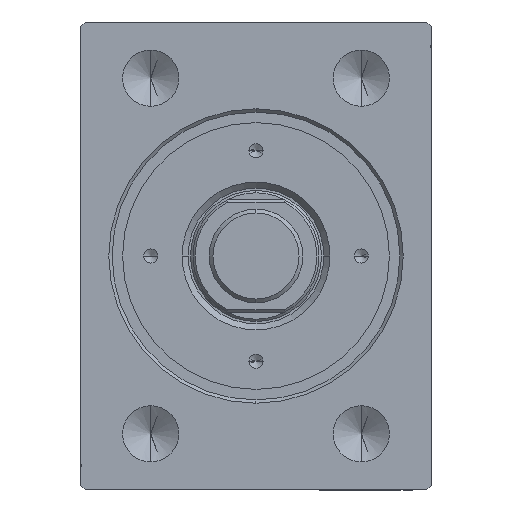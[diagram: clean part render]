
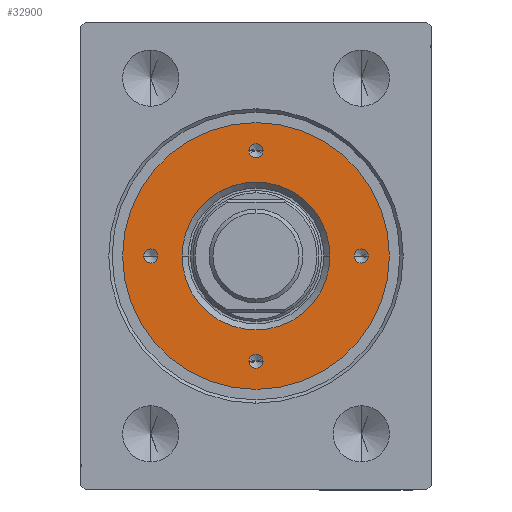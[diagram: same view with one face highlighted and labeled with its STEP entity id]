
A CAD part, left-side view. The second image highlights one B-rep face of the part: STEP entity #32900.
In plain terms, the highlighted face is planar.
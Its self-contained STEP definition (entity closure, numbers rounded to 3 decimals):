
#342 = DIRECTION ( 'NONE',  ( 0., 0., -1. ) ) ;
#720 = EDGE_LOOP ( 'NONE', ( #18506, #12830 ) ) ;
#1862 = AXIS2_PLACEMENT_3D ( 'NONE', #42674, #39741, #25439 ) ;
#1865 = DIRECTION ( 'NONE',  ( 1., 0., 0. ) ) ;
#2039 = VERTEX_POINT ( 'NONE', #4327 ) ;
#2656 = CARTESIAN_POINT ( 'NONE',  ( 22.5, 0., 10. ) ) ;
#2882 = CARTESIAN_POINT ( 'NONE',  ( 0., 0., 10. ) ) ;
#3400 = CARTESIAN_POINT ( 'NONE',  ( 0., 22.5, 10. ) ) ;
#4206 = DIRECTION ( 'NONE',  ( 1., 0., 0. ) ) ;
#4327 = CARTESIAN_POINT ( 'NONE',  ( 28.5, 0., 10. ) ) ;
#4796 = CIRCLE ( 'NONE', #29782, 1.5 ) ;
#4953 = EDGE_LOOP ( 'NONE', ( #35223, #19787 ) ) ;
#4974 = FACE_BOUND ( 'NONE', #42672, .T. ) ;
#5269 = AXIS2_PLACEMENT_3D ( 'NONE', #3400, #16591, #23980 ) ;
#5364 = DIRECTION ( 'NONE',  ( 1., 0., 0. ) ) ;
#6673 = EDGE_CURVE ( 'NONE', #38521, #22947, #43311, .T. ) ;
#6887 = CARTESIAN_POINT ( 'NONE',  ( 1.5, -22.5, 10. ) ) ;
#7018 = EDGE_LOOP ( 'NONE', ( #35076, #42370 ) ) ;
#7422 = FACE_BOUND ( 'NONE', #4953, .T. ) ;
#7540 = EDGE_CURVE ( 'NONE', #36896, #10605, #40451, .T. ) ;
#7946 = AXIS2_PLACEMENT_3D ( 'NONE', #20305, #22804, #12932 ) ;
#8293 = EDGE_CURVE ( 'NONE', #40761, #43008, #9032, .T. ) ;
#8553 = CARTESIAN_POINT ( 'NONE',  ( -28.5, 0., 10. ) ) ;
#9032 = CIRCLE ( 'NONE', #14737, 1.5 ) ;
#9956 = CARTESIAN_POINT ( 'NONE',  ( 24., 0., 10. ) ) ;
#9962 = CARTESIAN_POINT ( 'NONE',  ( 0., 0., 10. ) ) ;
#10605 = VERTEX_POINT ( 'NONE', #13953 ) ;
#10634 = CARTESIAN_POINT ( 'NONE',  ( 0., 0., 10. ) ) ;
#11912 = DIRECTION ( 'NONE',  ( 0., 0., 1. ) ) ;
#12811 = AXIS2_PLACEMENT_3D ( 'NONE', #9962, #342, #44201 ) ;
#12830 = ORIENTED_EDGE ( 'NONE', *, *, #15924, .T. ) ;
#12932 = DIRECTION ( 'NONE',  ( 1., 0., 0. ) ) ;
#13162 = EDGE_CURVE ( 'NONE', #10605, #36896, #4796, .T. ) ;
#13213 = CARTESIAN_POINT ( 'NONE',  ( 0., 22.5, 10. ) ) ;
#13629 = CARTESIAN_POINT ( 'NONE',  ( -15.8, 0., 10. ) ) ;
#13953 = CARTESIAN_POINT ( 'NONE',  ( -24., 0., 10. ) ) ;
#14213 = DIRECTION ( 'NONE',  ( 0., 0., -1. ) ) ;
#14521 = ORIENTED_EDGE ( 'NONE', *, *, #6673, .F. ) ;
#14737 = AXIS2_PLACEMENT_3D ( 'NONE', #13213, #36939, #16565 ) ;
#15235 = PLANE ( 'NONE',  #42406 ) ;
#15315 = AXIS2_PLACEMENT_3D ( 'NONE', #29360, #11912, #1865 ) ;
#15482 = CARTESIAN_POINT ( 'NONE',  ( 21., 0., 10. ) ) ;
#15676 = DIRECTION ( 'NONE',  ( 0., 0., 1. ) ) ;
#15924 = EDGE_CURVE ( 'NONE', #34839, #41717, #29148, .T. ) ;
#16102 = EDGE_LOOP ( 'NONE', ( #40479, #35059 ) ) ;
#16295 = CIRCLE ( 'NONE', #17701, 28.5 ) ;
#16472 = EDGE_CURVE ( 'NONE', #2039, #35663, #16295, .T. ) ;
#16516 = DIRECTION ( 'NONE',  ( 0., 0., 1. ) ) ;
#16565 = DIRECTION ( 'NONE',  ( 1., 0., 0. ) ) ;
#16591 = DIRECTION ( 'NONE',  ( 0., 0., 1. ) ) ;
#17262 = CARTESIAN_POINT ( 'NONE',  ( -1.5, 22.5, 10. ) ) ;
#17701 = AXIS2_PLACEMENT_3D ( 'NONE', #2882, #16516, #30168 ) ;
#17835 = CIRCLE ( 'NONE', #12811, 15.8 ) ;
#17922 = ORIENTED_EDGE ( 'NONE', *, *, #42084, .F. ) ;
#18169 = CARTESIAN_POINT ( 'NONE',  ( 0., 0., 10. ) ) ;
#18506 = ORIENTED_EDGE ( 'NONE', *, *, #20500, .T. ) ;
#19787 = ORIENTED_EDGE ( 'NONE', *, *, #28749, .F. ) ;
#20305 = CARTESIAN_POINT ( 'NONE',  ( 0., 0., 10. ) ) ;
#20500 = EDGE_CURVE ( 'NONE', #41717, #34839, #17835, .T. ) ;
#21732 = CARTESIAN_POINT ( 'NONE',  ( -1.5, -22.5, 10. ) ) ;
#22804 = DIRECTION ( 'NONE',  ( 0., 0., 1. ) ) ;
#22947 = VERTEX_POINT ( 'NONE', #21732 ) ;
#23980 = DIRECTION ( 'NONE',  ( 1., 0., 0. ) ) ;
#24883 = DIRECTION ( 'NONE',  ( 1., 0., 0. ) ) ;
#25121 = CIRCLE ( 'NONE', #28705, 1.5 ) ;
#25277 = VERTEX_POINT ( 'NONE', #9956 ) ;
#25439 = DIRECTION ( 'NONE',  ( 1., 0., 0. ) ) ;
#25760 = EDGE_CURVE ( 'NONE', #35663, #2039, #33677, .T. ) ;
#25972 = CARTESIAN_POINT ( 'NONE',  ( -22.5, 0., 10. ) ) ;
#25984 = CIRCLE ( 'NONE', #43823, 1.5 ) ;
#26677 = CIRCLE ( 'NONE', #5269, 1.5 ) ;
#27842 = CARTESIAN_POINT ( 'NONE',  ( 22.5, 0., 10. ) ) ;
#28372 = CARTESIAN_POINT ( 'NONE',  ( -22.5, 0., 10. ) ) ;
#28595 = DIRECTION ( 'NONE',  ( 0., 0., 1. ) ) ;
#28705 = AXIS2_PLACEMENT_3D ( 'NONE', #2656, #44195, #5364 ) ;
#28749 = EDGE_CURVE ( 'NONE', #35709, #25277, #25121, .T. ) ;
#28904 = DIRECTION ( 'NONE',  ( 0., 0., 1. ) ) ;
#29148 = CIRCLE ( 'NONE', #36998, 15.8 ) ;
#29327 = DIRECTION ( 'NONE',  ( 1., 0., 0. ) ) ;
#29360 = CARTESIAN_POINT ( 'NONE',  ( 0., -22.5, 10. ) ) ;
#29782 = AXIS2_PLACEMENT_3D ( 'NONE', #25972, #15676, #29327 ) ;
#29798 = CARTESIAN_POINT ( 'NONE',  ( 1.5, 22.5, 10. ) ) ;
#30168 = DIRECTION ( 'NONE',  ( 1., 0., 0. ) ) ;
#31578 = FACE_OUTER_BOUND ( 'NONE', #16102, .T. ) ;
#31712 = EDGE_LOOP ( 'NONE', ( #14521, #40143 ) ) ;
#31790 = AXIS2_PLACEMENT_3D ( 'NONE', #28372, #28595, #4206 ) ;
#31809 = FACE_BOUND ( 'NONE', #31712, .T. ) ;
#32900 = ADVANCED_FACE ( 'NONE', ( #34945, #4974, #7422, #31809, #38071, #31578 ), #15235, .T. ) ;
#33219 = CARTESIAN_POINT ( 'NONE',  ( 15.8, 0., 10. ) ) ;
#33516 = EDGE_CURVE ( 'NONE', #25277, #35709, #25984, .T. ) ;
#33677 = CIRCLE ( 'NONE', #7946, 28.5 ) ;
#34581 = DIRECTION ( 'NONE',  ( 1., 0., 0. ) ) ;
#34766 = CARTESIAN_POINT ( 'NONE',  ( -21., 0., 10. ) ) ;
#34839 = VERTEX_POINT ( 'NONE', #13629 ) ;
#34945 = FACE_BOUND ( 'NONE', #7018, .T. ) ;
#34996 = DIRECTION ( 'NONE',  ( 1., 0., 0. ) ) ;
#35059 = ORIENTED_EDGE ( 'NONE', *, *, #16472, .T. ) ;
#35076 = ORIENTED_EDGE ( 'NONE', *, *, #7540, .F. ) ;
#35223 = ORIENTED_EDGE ( 'NONE', *, *, #33516, .F. ) ;
#35663 = VERTEX_POINT ( 'NONE', #8553 ) ;
#35709 = VERTEX_POINT ( 'NONE', #15482 ) ;
#36896 = VERTEX_POINT ( 'NONE', #34766 ) ;
#36939 = DIRECTION ( 'NONE',  ( 0., 0., 1. ) ) ;
#36998 = AXIS2_PLACEMENT_3D ( 'NONE', #10634, #14213, #34581 ) ;
#38071 = FACE_BOUND ( 'NONE', #720, .T. ) ;
#38521 = VERTEX_POINT ( 'NONE', #6887 ) ;
#39074 = ORIENTED_EDGE ( 'NONE', *, *, #8293, .F. ) ;
#39741 = DIRECTION ( 'NONE',  ( 0., 0., 1. ) ) ;
#40143 = ORIENTED_EDGE ( 'NONE', *, *, #40627, .F. ) ;
#40451 = CIRCLE ( 'NONE', #31790, 1.5 ) ;
#40479 = ORIENTED_EDGE ( 'NONE', *, *, #25760, .T. ) ;
#40627 = EDGE_CURVE ( 'NONE', #22947, #38521, #41012, .T. ) ;
#40761 = VERTEX_POINT ( 'NONE', #29798 ) ;
#41012 = CIRCLE ( 'NONE', #15315, 1.5 ) ;
#41263 = DIRECTION ( 'NONE',  ( 0., 0., 1. ) ) ;
#41717 = VERTEX_POINT ( 'NONE', #33219 ) ;
#42084 = EDGE_CURVE ( 'NONE', #43008, #40761, #26677, .T. ) ;
#42370 = ORIENTED_EDGE ( 'NONE', *, *, #13162, .F. ) ;
#42406 = AXIS2_PLACEMENT_3D ( 'NONE', #18169, #28904, #24883 ) ;
#42672 = EDGE_LOOP ( 'NONE', ( #39074, #17922 ) ) ;
#42674 = CARTESIAN_POINT ( 'NONE',  ( 0., -22.5, 10. ) ) ;
#43008 = VERTEX_POINT ( 'NONE', #17262 ) ;
#43311 = CIRCLE ( 'NONE', #1862, 1.5 ) ;
#43823 = AXIS2_PLACEMENT_3D ( 'NONE', #27842, #41263, #34996 ) ;
#44195 = DIRECTION ( 'NONE',  ( 0., 0., 1. ) ) ;
#44201 = DIRECTION ( 'NONE',  ( 1., 0., 0. ) ) ;
